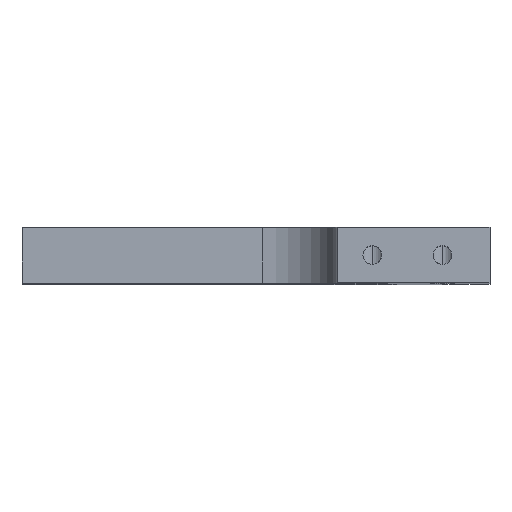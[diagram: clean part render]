
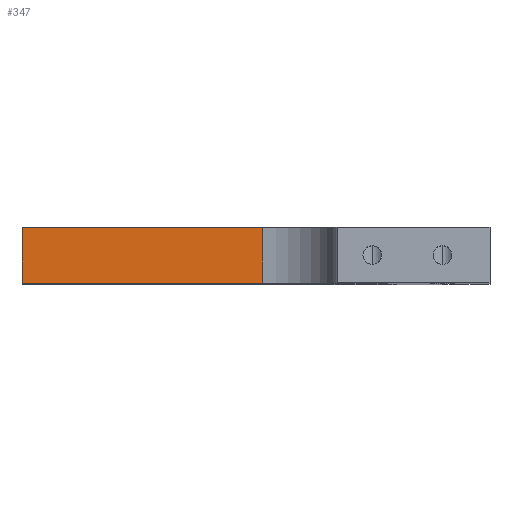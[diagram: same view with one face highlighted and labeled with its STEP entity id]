
A CAD part, top view. The second image highlights one B-rep face of the part: STEP entity #347.
In plain terms, the highlighted planar face has unit normal (0, 0, 1).
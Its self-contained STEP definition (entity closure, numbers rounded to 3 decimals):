
#15 = CARTESIAN_POINT ( 'NONE',  ( -20., 0., 28.135 ) ) ;
#145 = ORIENTED_EDGE ( 'NONE', *, *, #1287, .T. ) ;
#159 = FACE_OUTER_BOUND ( 'NONE', #821, .T. ) ;
#191 = VECTOR ( 'NONE', #707, 1000. ) ;
#216 = VERTEX_POINT ( 'NONE', #276 ) ;
#247 = ORIENTED_EDGE ( 'NONE', *, *, #826, .T. ) ;
#276 = CARTESIAN_POINT ( 'NONE',  ( 0.59, 4.763, 28.135 ) ) ;
#312 = DIRECTION ( 'NONE',  ( 0., 1., 0. ) ) ;
#319 = CARTESIAN_POINT ( 'NONE',  ( -20., 4.763, 28.135 ) ) ;
#330 = VECTOR ( 'NONE', #312, 1000. ) ;
#347 = ADVANCED_FACE ( 'NONE', ( #159 ), #1453, .F. ) ;
#379 = CARTESIAN_POINT ( 'NONE',  ( 0.59, 0., 28.135 ) ) ;
#511 = CARTESIAN_POINT ( 'NONE',  ( -20., 4.763, 28.135 ) ) ;
#517 = LINE ( 'NONE', #511, #1319 ) ;
#544 = CARTESIAN_POINT ( 'NONE',  ( 0.59, 4.763, 28.135 ) ) ;
#647 = EDGE_CURVE ( 'NONE', #216, #1583, #517, .T. ) ;
#699 = LINE ( 'NONE', #1090, #330 ) ;
#707 = DIRECTION ( 'NONE',  ( 1., 0., 0. ) ) ;
#765 = DIRECTION ( 'NONE',  ( -1., 0., 0. ) ) ;
#800 = LINE ( 'NONE', #544, #1026 ) ;
#821 = EDGE_LOOP ( 'NONE', ( #145, #247, #835, #1362 ) ) ;
#826 = EDGE_CURVE ( 'NONE', #1135, #216, #800, .T. ) ;
#835 = ORIENTED_EDGE ( 'NONE', *, *, #647, .T. ) ;
#951 = CARTESIAN_POINT ( 'NONE',  ( -20., -5.237, 28.135 ) ) ;
#1026 = VECTOR ( 'NONE', #1556, 1000. ) ;
#1090 = CARTESIAN_POINT ( 'NONE',  ( -20., -5.237, 28.135 ) ) ;
#1135 = VERTEX_POINT ( 'NONE', #379 ) ;
#1147 = VERTEX_POINT ( 'NONE', #15 ) ;
#1197 = DIRECTION ( 'NONE',  ( -1., 0., 0. ) ) ;
#1287 = EDGE_CURVE ( 'NONE', #1147, #1135, #1599, .T. ) ;
#1319 = VECTOR ( 'NONE', #765, 1000. ) ;
#1362 = ORIENTED_EDGE ( 'NONE', *, *, #1637, .F. ) ;
#1453 = PLANE ( 'NONE',  #1487 ) ;
#1463 = DIRECTION ( 'NONE',  ( 0., 0., -1. ) ) ;
#1487 = AXIS2_PLACEMENT_3D ( 'NONE', #951, #1463, #1197 ) ;
#1556 = DIRECTION ( 'NONE',  ( 0., 1., 0. ) ) ;
#1583 = VERTEX_POINT ( 'NONE', #319 ) ;
#1599 = LINE ( 'NONE', #1625, #191 ) ;
#1625 = CARTESIAN_POINT ( 'NONE',  ( 0., 0., 28.135 ) ) ;
#1637 = EDGE_CURVE ( 'NONE', #1147, #1583, #699, .T. ) ;
